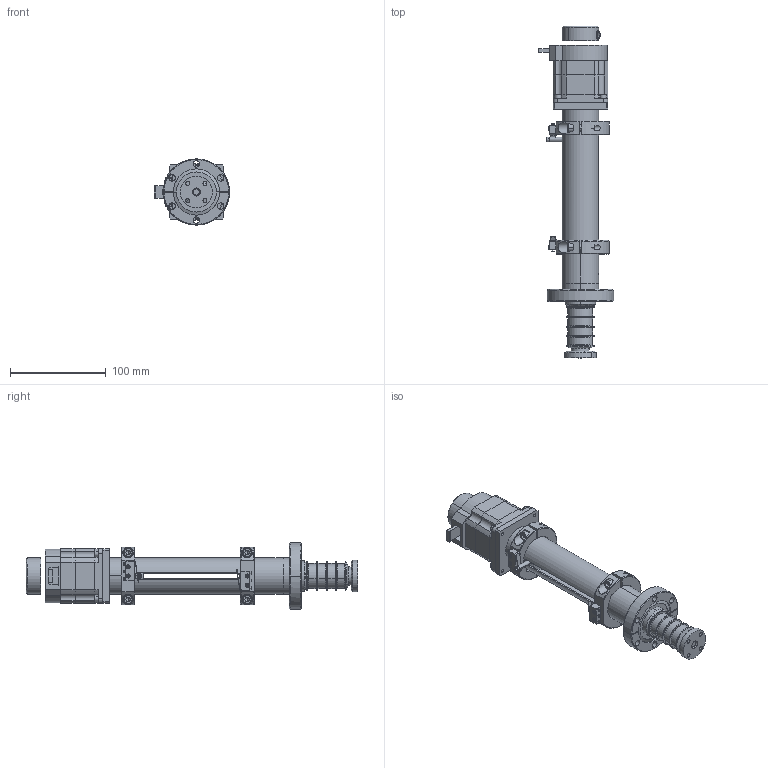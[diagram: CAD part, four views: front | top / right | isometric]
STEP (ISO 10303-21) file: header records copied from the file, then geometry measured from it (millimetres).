
FILE_DESCRIPTION (( 'STEP AP214' ), '1' );
FILE_NAME ('QN110954-01, FLMR-275-50-4_MS_LS_EDR_M5_CL.STEP', '2018-10-15T17:56:15', ( '' ), ( '' ), 'SwSTEP 2.0', 'SolidWorks 2010', '' );
FILE_SCHEMA (( 'AUTOMOTIVE_DESIGN' ));
Length unit declared in the file: inch
Products named in the file (1): QN110954-01, FLMR-275-50-4_MS_LS_EDR_M5_CL
Bounding box: 78.49 x 346.79 x 69.34 mm (x, y, z)
Surface area: 115525.7 mm2 (no closed solid volume)
Topology: 0 solids, 71 shells, 612 faces, 1811 edges, 1237 vertices
Faces by surface type: cylinder 259, plane 229, cone 108, sphere 8, torus 8
Entity records: 30051 total; most frequent: CARTESIAN_POINT 5438, DIRECTION 3746, ORIENTED_EDGE 2966, EDGE_CURVE 1793, AXIS2_PLACEMENT_3D 1459, VERTEX_POINT 1237, CIRCLE 846, VECTOR 828
